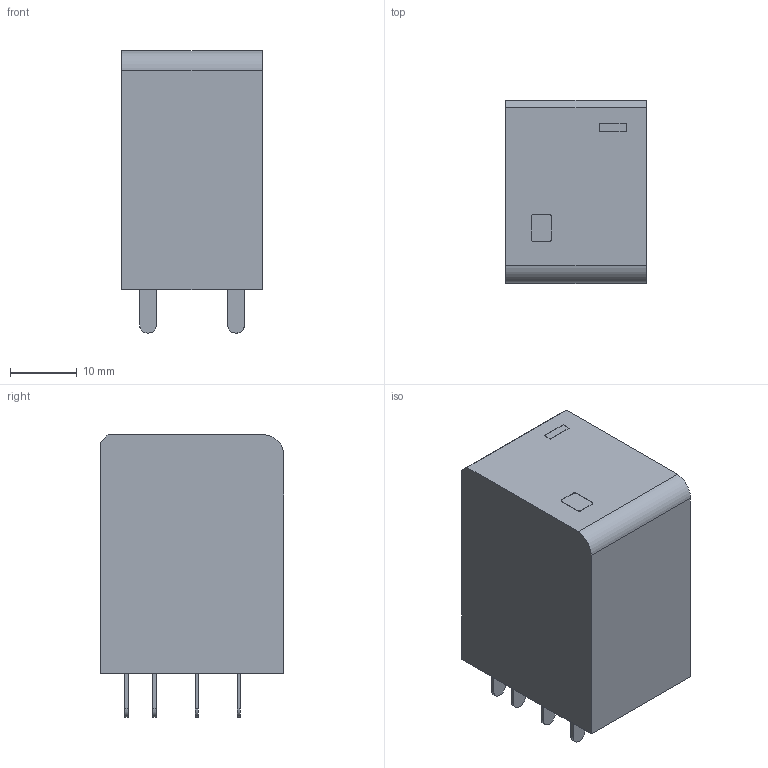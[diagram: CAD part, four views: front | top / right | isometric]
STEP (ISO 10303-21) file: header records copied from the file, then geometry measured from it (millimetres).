
FILE_DESCRIPTION(('CATIA V5R24 STEP','CAx-IF Rec.Pracs.--- Model Styling and Organization---1.2---2011-12-15'),'2;1');
FILE_NAME ('6733948_4_7760056065_S3D_DRM270_XXX_L.stp','2017-12-05T12:38:38+00:00',('none'),('Weidmueller'),'CATIA Version 5-6 Release 2014 SP4','CATIA V5 STEP AP214','none');
FILE_SCHEMA(('AUTOMOTIVE_DESIGN { 1 0 10303 214 1 1 1 1 }'));
Length unit declared in the file: millimetre
Products named in the file (1): 7760056064
Bounding box: 21.01 x 27.41 x 42.2 mm (x, y, z)
Volume: 20566.1 mm3; surface area: 4880.9 mm2
Topology: 9 solids, 9 shells, 70 faces, 156 edges, 106 vertices
Faces by surface type: plane 57, cylinder 9, extrusion 4
Entity records: 2003 total; most frequent: CARTESIAN_POINT 495, ORIENTED_EDGE 312, DIRECTION 210, EDGE_CURVE 156, VECTOR 128, LINE 124, VERTEX_POINT 106, EDGE_LOOP 72
